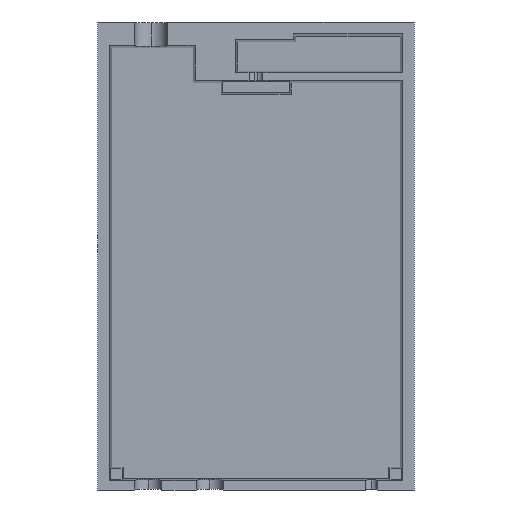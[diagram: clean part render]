
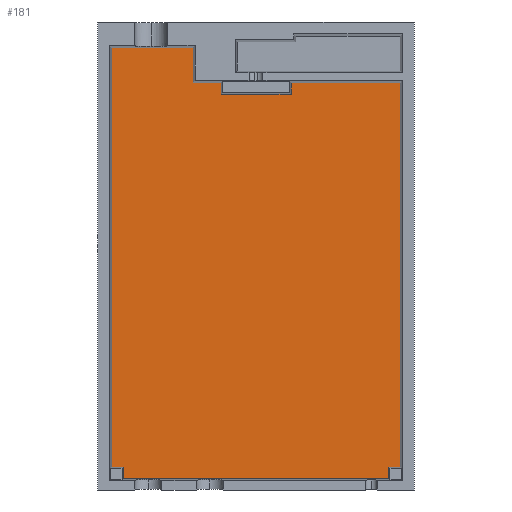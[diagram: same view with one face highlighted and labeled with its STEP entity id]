
A CAD part, top view. The second image highlights one B-rep face of the part: STEP entity #181.
In plain terms, the highlighted planar face has unit normal (0, 0, 1).
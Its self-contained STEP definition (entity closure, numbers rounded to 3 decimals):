
#33 = VECTOR ( 'NONE', #1066, 1000. ) ;
#38 = DIRECTION ( 'NONE',  ( 0., 1., 0. ) ) ;
#44 = LINE ( 'NONE', #1177, #703 ) ;
#70 = ORIENTED_EDGE ( 'NONE', *, *, #389, .F. ) ;
#77 = CARTESIAN_POINT ( 'NONE',  ( 0., 34.8, -10.2 ) ) ;
#80 = FACE_OUTER_BOUND ( 'NONE', #930, .T. ) ;
#84 = ORIENTED_EDGE ( 'NONE', *, *, #235, .F. ) ;
#91 = CARTESIAN_POINT ( 'NONE',  ( 2., 0.8, -10.2 ) ) ;
#97 = CARTESIAN_POINT ( 'NONE',  ( 2., 0.8, -10.2 ) ) ;
#100 = CARTESIAN_POINT ( 'NONE',  ( 2., 1.8, -10.2 ) ) ;
#114 = DIRECTION ( 'NONE',  ( -1., 0., 0. ) ) ;
#118 = DIRECTION ( 'NONE',  ( 0., -1., 0. ) ) ;
#136 = LINE ( 'NONE', #1424, #840 ) ;
#153 = ORIENTED_EDGE ( 'NONE', *, *, #357, .T. ) ;
#156 = EDGE_CURVE ( 'NONE', #1446, #178, #905, .T. ) ;
#178 = VERTEX_POINT ( 'NONE', #1716 ) ;
#181 = ADVANCED_FACE ( 'NONE', ( #80 ), #819, .F. ) ;
#198 = VERTEX_POINT ( 'NONE', #349 ) ;
#200 = VECTOR ( 'NONE', #820, 1000. ) ;
#201 = DIRECTION ( 'NONE',  ( 0., 0., -1. ) ) ;
#210 = CARTESIAN_POINT ( 'NONE',  ( 16.418, 33.8, -10.2 ) ) ;
#212 = CARTESIAN_POINT ( 'NONE',  ( 25.8, 0., -10.2 ) ) ;
#235 = EDGE_CURVE ( 'NONE', #178, #845, #858, .T. ) ;
#245 = LINE ( 'NONE', #435, #568 ) ;
#247 = VERTEX_POINT ( 'NONE', #97 ) ;
#272 = LINE ( 'NONE', #1281, #952 ) ;
#294 = DIRECTION ( 'NONE',  ( 0., 1., 0. ) ) ;
#301 = EDGE_CURVE ( 'NONE', #247, #720, #1011, .T. ) ;
#324 = VECTOR ( 'NONE', #781, 1000. ) ;
#349 = CARTESIAN_POINT ( 'NONE',  ( 24.8, 0.8, -10.2 ) ) ;
#357 = EDGE_CURVE ( 'NONE', #1446, #1603, #613, .T. ) ;
#371 = CARTESIAN_POINT ( 'NONE',  ( 1., 37.8, -10.2 ) ) ;
#377 = ORIENTED_EDGE ( 'NONE', *, *, #1660, .F. ) ;
#389 = EDGE_CURVE ( 'NONE', #495, #808, #136, .T. ) ;
#434 = VERTEX_POINT ( 'NONE', #962 ) ;
#435 = CARTESIAN_POINT ( 'NONE',  ( 24.8, 0.8, -10.2 ) ) ;
#468 = DIRECTION ( 'NONE',  ( 1., 0., 0. ) ) ;
#492 = VECTOR ( 'NONE', #667, 1000. ) ;
#495 = VERTEX_POINT ( 'NONE', #210 ) ;
#507 = VECTOR ( 'NONE', #1170, 1000. ) ;
#536 = CARTESIAN_POINT ( 'NONE',  ( 24.8, 1.8, -10.2 ) ) ;
#548 = CARTESIAN_POINT ( 'NONE',  ( 0., 34.8, -10.2 ) ) ;
#551 = ORIENTED_EDGE ( 'NONE', *, *, #875, .T. ) ;
#553 = EDGE_CURVE ( 'NONE', #434, #1700, #44, .T. ) ;
#568 = VECTOR ( 'NONE', #118, 1000. ) ;
#585 = ORIENTED_EDGE ( 'NONE', *, *, #156, .F. ) ;
#591 = LINE ( 'NONE', #371, #1639 ) ;
#609 = CARTESIAN_POINT ( 'NONE',  ( 1., 34.8, -10.2 ) ) ;
#613 = LINE ( 'NONE', #1312, #1294 ) ;
#614 = ORIENTED_EDGE ( 'NONE', *, *, #702, .F. ) ;
#667 = DIRECTION ( 'NONE',  ( 1., 0., 0. ) ) ;
#669 = DIRECTION ( 'NONE',  ( 1., 0., 0. ) ) ;
#692 = CARTESIAN_POINT ( 'NONE',  ( 0., 0., -10.2 ) ) ;
#702 = EDGE_CURVE ( 'NONE', #845, #495, #1302, .T. ) ;
#703 = VECTOR ( 'NONE', #821, 1000. ) ;
#720 = VERTEX_POINT ( 'NONE', #100 ) ;
#776 = DIRECTION ( 'NONE',  ( 1., 0., 0. ) ) ;
#781 = DIRECTION ( 'NONE',  ( 0., 1., 0. ) ) ;
#788 = ORIENTED_EDGE ( 'NONE', *, *, #1500, .F. ) ;
#795 = ORIENTED_EDGE ( 'NONE', *, *, #1118, .F. ) ;
#808 = VERTEX_POINT ( 'NONE', #921 ) ;
#819 = PLANE ( 'NONE',  #1797 ) ;
#820 = DIRECTION ( 'NONE',  ( -1., 0., 0. ) ) ;
#821 = DIRECTION ( 'NONE',  ( -1., 0., 0. ) ) ;
#840 = VECTOR ( 'NONE', #294, 1000. ) ;
#845 = VERTEX_POINT ( 'NONE', #1433 ) ;
#858 = LINE ( 'NONE', #1201, #33 ) ;
#875 = EDGE_CURVE ( 'NONE', #247, #198, #272, .T. ) ;
#887 = ORIENTED_EDGE ( 'NONE', *, *, #1326, .F. ) ;
#904 = CARTESIAN_POINT ( 'NONE',  ( 25.8, 34.8, -10.2 ) ) ;
#905 = LINE ( 'NONE', #548, #1592 ) ;
#921 = CARTESIAN_POINT ( 'NONE',  ( 16.418, 34.8, -10.2 ) ) ;
#927 = CARTESIAN_POINT ( 'NONE',  ( 8., 34.8, -10.2 ) ) ;
#930 = EDGE_LOOP ( 'NONE', ( #84, #585, #153, #1151, #1122, #795, #1215, #551, #788, #1478, #887, #377, #70, #614 ) ) ;
#952 = VECTOR ( 'NONE', #468, 1000. ) ;
#962 = CARTESIAN_POINT ( 'NONE',  ( 25.8, 1.8, -10.2 ) ) ;
#976 = DIRECTION ( 'NONE',  ( 0., 1., 0. ) ) ;
#1011 = LINE ( 'NONE', #91, #324 ) ;
#1066 = DIRECTION ( 'NONE',  ( 0., -1., 0. ) ) ;
#1118 = EDGE_CURVE ( 'NONE', #720, #1336, #1299, .T. ) ;
#1122 = ORIENTED_EDGE ( 'NONE', *, *, #1788, .F. ) ;
#1151 = ORIENTED_EDGE ( 'NONE', *, *, #1262, .F. ) ;
#1170 = DIRECTION ( 'NONE',  ( 0., -1., 0. ) ) ;
#1177 = CARTESIAN_POINT ( 'NONE',  ( 25.8, 1.8, -10.2 ) ) ;
#1201 = CARTESIAN_POINT ( 'NONE',  ( 10.418, 34.8, -10.2 ) ) ;
#1213 = DIRECTION ( 'NONE',  ( 1., 0., 0. ) ) ;
#1215 = ORIENTED_EDGE ( 'NONE', *, *, #301, .F. ) ;
#1262 = EDGE_CURVE ( 'NONE', #1707, #1603, #591, .T. ) ;
#1275 = VERTEX_POINT ( 'NONE', #904 ) ;
#1281 = CARTESIAN_POINT ( 'NONE',  ( 0., 0.8, -10.2 ) ) ;
#1294 = VECTOR ( 'NONE', #976, 1000. ) ;
#1299 = LINE ( 'NONE', #1359, #200 ) ;
#1302 = LINE ( 'NONE', #1342, #492 ) ;
#1312 = CARTESIAN_POINT ( 'NONE',  ( 8., 34.8, -10.2 ) ) ;
#1319 = LINE ( 'NONE', #212, #507 ) ;
#1326 = EDGE_CURVE ( 'NONE', #1275, #434, #1319, .T. ) ;
#1336 = VERTEX_POINT ( 'NONE', #1726 ) ;
#1342 = CARTESIAN_POINT ( 'NONE',  ( 10.418, 33.8, -10.2 ) ) ;
#1359 = CARTESIAN_POINT ( 'NONE',  ( 1., 1.8, -10.2 ) ) ;
#1417 = VECTOR ( 'NONE', #38, 1000. ) ;
#1424 = CARTESIAN_POINT ( 'NONE',  ( 16.418, 34.8, -10.2 ) ) ;
#1433 = CARTESIAN_POINT ( 'NONE',  ( 10.418, 33.8, -10.2 ) ) ;
#1446 = VERTEX_POINT ( 'NONE', #927 ) ;
#1462 = LINE ( 'NONE', #609, #1417 ) ;
#1478 = ORIENTED_EDGE ( 'NONE', *, *, #553, .F. ) ;
#1485 = CARTESIAN_POINT ( 'NONE',  ( 1., 37.8, -10.2 ) ) ;
#1500 = EDGE_CURVE ( 'NONE', #1700, #198, #245, .T. ) ;
#1592 = VECTOR ( 'NONE', #669, 1000. ) ;
#1603 = VERTEX_POINT ( 'NONE', #1605 ) ;
#1605 = CARTESIAN_POINT ( 'NONE',  ( 8., 37.8, -10.2 ) ) ;
#1639 = VECTOR ( 'NONE', #776, 1000. ) ;
#1660 = EDGE_CURVE ( 'NONE', #808, #1275, #1732, .T. ) ;
#1678 = VECTOR ( 'NONE', #1213, 1000. ) ;
#1700 = VERTEX_POINT ( 'NONE', #536 ) ;
#1707 = VERTEX_POINT ( 'NONE', #1485 ) ;
#1716 = CARTESIAN_POINT ( 'NONE',  ( 10.418, 34.8, -10.2 ) ) ;
#1726 = CARTESIAN_POINT ( 'NONE',  ( 1., 1.8, -10.2 ) ) ;
#1732 = LINE ( 'NONE', #77, #1678 ) ;
#1788 = EDGE_CURVE ( 'NONE', #1336, #1707, #1462, .T. ) ;
#1797 = AXIS2_PLACEMENT_3D ( 'NONE', #692, #201, #114 ) ;
